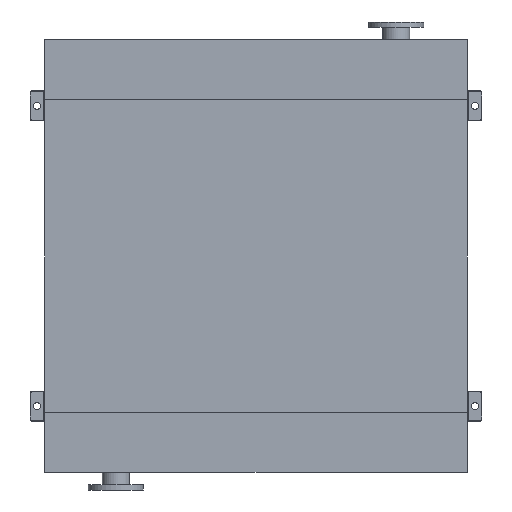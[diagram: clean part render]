
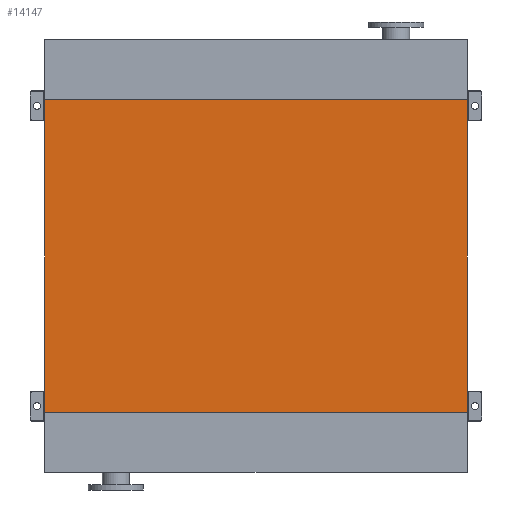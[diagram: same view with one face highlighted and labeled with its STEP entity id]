
A CAD part, front view. The second image highlights one B-rep face of the part: STEP entity #14147.
In plain terms, the highlighted planar face has unit normal (0, -1, 0).
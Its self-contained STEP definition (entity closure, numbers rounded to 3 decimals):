
#219 = ORIENTED_EDGE ( 'NONE', *, *, #5902, .T. ) ;
#1549 = DIRECTION ( 'NONE',  ( 0., 0., -1. ) ) ;
#1555 = DIRECTION ( 'NONE',  ( 0., -1., 0. ) ) ;
#1577 = CARTESIAN_POINT ( 'NONE',  ( -845., 0., -1250. ) ) ;
#1690 = PLANE ( 'NONE',  #2786 ) ;
#1993 = CARTESIAN_POINT ( 'NONE',  ( 845., 0., 0. ) ) ;
#2786 = AXIS2_PLACEMENT_3D ( 'NONE', #1577, #1555, #1549 ) ;
#3435 = CARTESIAN_POINT ( 'NONE',  ( -845., 0., 0. ) ) ;
#3993 = LINE ( 'NONE', #13160, #5093 ) ;
#5093 = VECTOR ( 'NONE', #12967, 1000. ) ;
#5094 = CARTESIAN_POINT ( 'NONE',  ( 845., 0., -1250. ) ) ;
#5256 = FACE_OUTER_BOUND ( 'NONE', #8310, .T. ) ;
#5657 = EDGE_CURVE ( 'NONE', #9542, #6327, #3993, .T. ) ;
#5778 = EDGE_CURVE ( 'NONE', #10273, #6327, #10831, .T. ) ;
#5902 = EDGE_CURVE ( 'NONE', #7063, #9542, #9719, .T. ) ;
#6327 = VERTEX_POINT ( 'NONE', #1993 ) ;
#6759 = VECTOR ( 'NONE', #10931, 1000. ) ;
#7063 = VERTEX_POINT ( 'NONE', #8970 ) ;
#7767 = EDGE_CURVE ( 'NONE', #7063, #10273, #14005, .T. ) ;
#7964 = ORIENTED_EDGE ( 'NONE', *, *, #5778, .F. ) ;
#8209 = ORIENTED_EDGE ( 'NONE', *, *, #5657, .T. ) ;
#8310 = EDGE_LOOP ( 'NONE', ( #7964, #11009, #219, #8209 ) ) ;
#8970 = CARTESIAN_POINT ( 'NONE',  ( -845., 0., -1250. ) ) ;
#9542 = VERTEX_POINT ( 'NONE', #5094 ) ;
#9719 = LINE ( 'NONE', #10808, #6759 ) ;
#10273 = VERTEX_POINT ( 'NONE', #3435 ) ;
#10808 = CARTESIAN_POINT ( 'NONE',  ( -845., 0., -1250. ) ) ;
#10831 = LINE ( 'NONE', #11621, #13482 ) ;
#10931 = DIRECTION ( 'NONE',  ( 1., 0., 0. ) ) ;
#10961 = VECTOR ( 'NONE', #14267, 1000. ) ;
#11009 = ORIENTED_EDGE ( 'NONE', *, *, #7767, .F. ) ;
#11621 = CARTESIAN_POINT ( 'NONE',  ( -845., 0., 0. ) ) ;
#11866 = DIRECTION ( 'NONE',  ( 1., 0., 0. ) ) ;
#12967 = DIRECTION ( 'NONE',  ( 0., 0., 1. ) ) ;
#13160 = CARTESIAN_POINT ( 'NONE',  ( 845., 0., -1250. ) ) ;
#13482 = VECTOR ( 'NONE', #11866, 1000. ) ;
#14005 = LINE ( 'NONE', #15336, #10961 ) ;
#14147 = ADVANCED_FACE ( 'NONE', ( #5256 ), #1690, .T. ) ;
#14267 = DIRECTION ( 'NONE',  ( 0., 0., 1. ) ) ;
#15336 = CARTESIAN_POINT ( 'NONE',  ( -845., 0., -1250. ) ) ;
